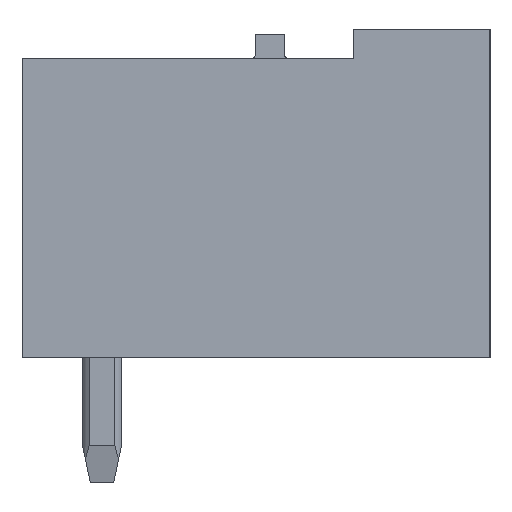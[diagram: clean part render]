
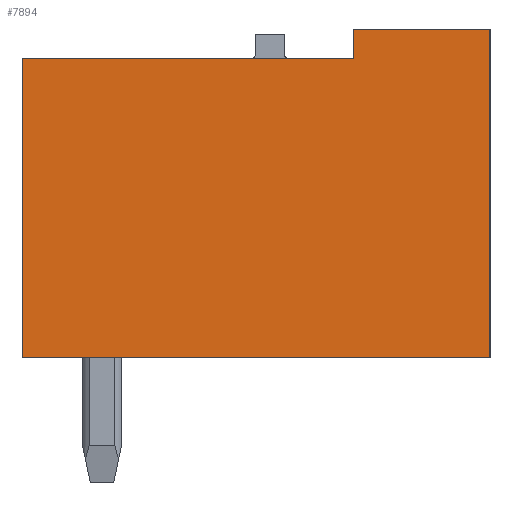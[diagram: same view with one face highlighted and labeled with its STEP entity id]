
A CAD part, left-side view. The second image highlights one B-rep face of the part: STEP entity #7894.
In plain terms, the highlighted planar face has unit normal (-1, 0, 0).
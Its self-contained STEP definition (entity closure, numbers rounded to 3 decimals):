
#7884=AXIS2_PLACEMENT_3D('Plane Axis2P3D',#7881,#7882,#7883) ;
#269=CARTESIAN_POINT('Vertex',(0.,3.5,11.63)) ;
#272=CARTESIAN_POINT('Line Origine',(0.,1.75,11.63)) ;
#276=CARTESIAN_POINT('Vertex',(0.,0.,11.63)) ;
#735=CARTESIAN_POINT('Vertex',(0.,12.,10.88)) ;
#738=CARTESIAN_POINT('Line Origine',(0.,7.75,10.88)) ;
#742=CARTESIAN_POINT('Vertex',(0.,3.5,10.88)) ;
#1092=CARTESIAN_POINT('Vertex',(0.,12.,3.2)) ;
#1095=CARTESIAN_POINT('Line Origine',(0.,12.,7.04)) ;
#1159=CARTESIAN_POINT('Vertex',(0.,0.,3.2)) ;
#1162=CARTESIAN_POINT('Line Origine',(0.,6.,3.2)) ;
#3949=CARTESIAN_POINT('Line Origine',(0.,0.,7.415)) ;
#7223=CARTESIAN_POINT('Line Origine',(0.,3.5,11.255)) ;
#7881=CARTESIAN_POINT('Axis2P3D Location',(0.,0.,0.)) ;
#273=DIRECTION('Vector Direction',(0.,-1.,0.)) ;
#739=DIRECTION('Vector Direction',(0.,1.,0.)) ;
#1096=DIRECTION('Vector Direction',(0.,0.,1.)) ;
#1163=DIRECTION('Vector Direction',(0.,1.,0.)) ;
#3950=DIRECTION('Vector Direction',(0.,0.,-1.)) ;
#7224=DIRECTION('Vector Direction',(0.,0.,1.)) ;
#7882=DIRECTION('Axis2P3D Direction',(-1.,0.,0.)) ;
#7883=DIRECTION('Axis2P3D XDirection',(0.,-1.,0.)) ;
#274=VECTOR('Line Direction',#273,1.) ;
#740=VECTOR('Line Direction',#739,1.) ;
#1097=VECTOR('Line Direction',#1096,1.) ;
#1164=VECTOR('Line Direction',#1163,1.) ;
#3951=VECTOR('Line Direction',#3950,1.) ;
#7225=VECTOR('Line Direction',#7224,1.) ;
#7887=ORIENTED_EDGE('',*,*,#3953,.T.) ;
#7888=ORIENTED_EDGE('',*,*,#278,.T.) ;
#7889=ORIENTED_EDGE('',*,*,#7227,.T.) ;
#7890=ORIENTED_EDGE('',*,*,#744,.T.) ;
#7891=ORIENTED_EDGE('',*,*,#1099,.T.) ;
#7892=ORIENTED_EDGE('',*,*,#1166,.T.) ;
#7894=ADVANCED_FACE('Housing',(#7893),#7885,.T.) ;
#278=EDGE_CURVE('',#277,#270,#275,.F.) ;
#744=EDGE_CURVE('',#743,#736,#741,.T.) ;
#1099=EDGE_CURVE('',#736,#1093,#1098,.F.) ;
#1166=EDGE_CURVE('',#1093,#1160,#1165,.F.) ;
#3953=EDGE_CURVE('',#1160,#277,#3952,.F.) ;
#7227=EDGE_CURVE('',#270,#743,#7226,.F.) ;
#7886=EDGE_LOOP('',(#7887,#7888,#7889,#7890,#7891,#7892)) ;
#7893=FACE_OUTER_BOUND('',#7886,.T.) ;
#275=LINE('Line',#272,#274) ;
#741=LINE('Line',#738,#740) ;
#1098=LINE('Line',#1095,#1097) ;
#1165=LINE('Line',#1162,#1164) ;
#3952=LINE('Line',#3949,#3951) ;
#7226=LINE('Line',#7223,#7225) ;
#7885=PLANE('',#7884) ;
#270=VERTEX_POINT('',#269) ;
#277=VERTEX_POINT('',#276) ;
#736=VERTEX_POINT('',#735) ;
#743=VERTEX_POINT('',#742) ;
#1093=VERTEX_POINT('',#1092) ;
#1160=VERTEX_POINT('',#1159) ;
